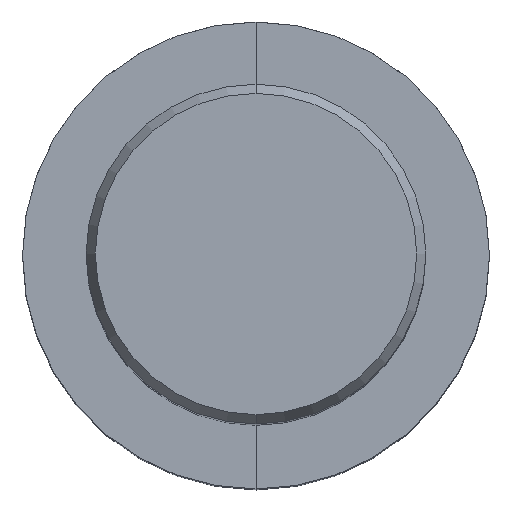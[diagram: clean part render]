
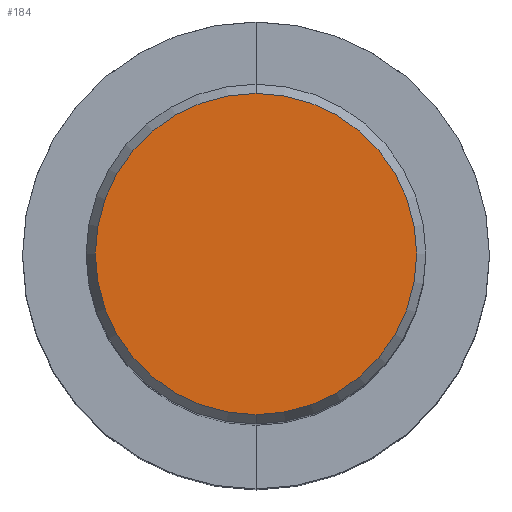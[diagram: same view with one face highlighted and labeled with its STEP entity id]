
A CAD part, top view. The second image highlights one B-rep face of the part: STEP entity #184.
In plain terms, the highlighted planar face has unit normal (0, 0, 1).
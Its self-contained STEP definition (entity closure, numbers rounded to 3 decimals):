
#120=VERTEX_POINT('',#280);
#128=EDGE_CURVE('',#132,#120,#289,.T.);
#132=VERTEX_POINT('',#293);
#184=ADVANCED_FACE('',(#353),#354,.T.);
#200=EDGE_CURVE('',#120,#132,#372,.T.);
#280=CARTESIAN_POINT('',(0.0,12.012,0.01));
#289=CIRCLE('',#469,12.012);
#293=CARTESIAN_POINT('',(0.,-12.012,0.01));
#353=FACE_OUTER_BOUND('',#547,.T.);
#354=PLANE('',#548);
#372=CIRCLE('',#571,12.012);
#469=AXIS2_PLACEMENT_3D('',#654,#655,#656);
#547=EDGE_LOOP('',(#736,#737));
#548=AXIS2_PLACEMENT_3D('',#738,#739,#740);
#571=AXIS2_PLACEMENT_3D('',#764,#765,#766);
#654=CARTESIAN_POINT('',(0.0,0.0,0.01));
#655=DIRECTION('',(0.0,0.0,-1.0));
#656=DIRECTION('',(0.0,1.0,0.0));
#736=ORIENTED_EDGE('',*,*,#200,.F.);
#737=ORIENTED_EDGE('',*,*,#128,.F.);
#738=CARTESIAN_POINT('',(0.0,6.006,0.01));
#739=DIRECTION('',(-0.0,0.0,1.0));
#740=DIRECTION('',(0.0,-1.0,0.0));
#764=CARTESIAN_POINT('',(0.0,0.0,0.01));
#765=DIRECTION('',(0.0,0.0,-1.0));
#766=DIRECTION('',(0.0,1.0,0.0));
